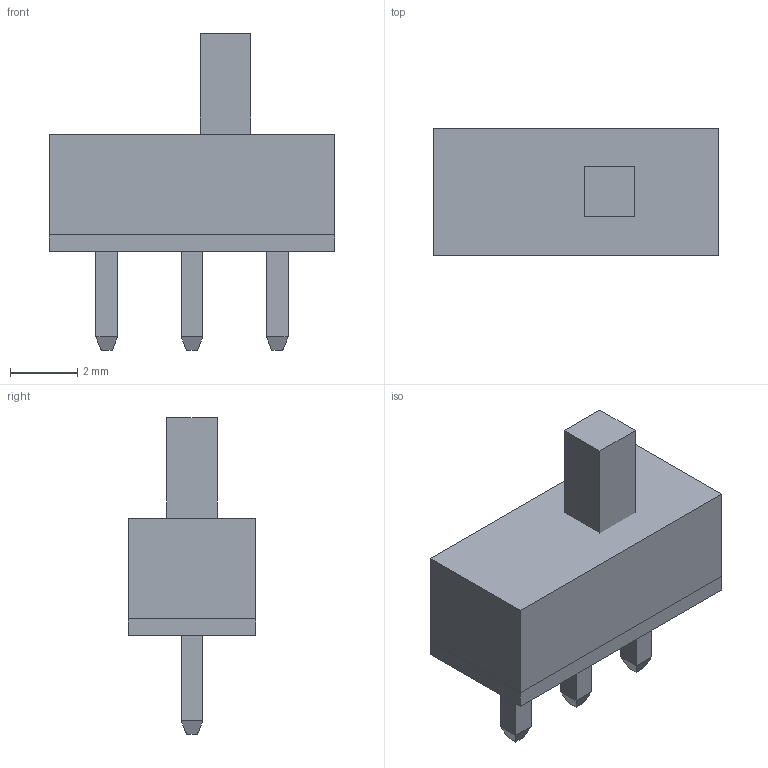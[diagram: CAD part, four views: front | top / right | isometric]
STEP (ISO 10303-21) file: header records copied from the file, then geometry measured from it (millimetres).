
FILE_DESCRIPTION(('FreeCAD Model'),'2;1');
FILE_NAME('Open CASCADE Shape Model','2023-08-30T18:55:49',('Author'),( ''),'Open CASCADE STEP processor 7.5','FreeCAD','Unknown');
FILE_SCHEMA(('AUTOMOTIVE_DESIGN { 1 0 10303 214 1 1 1 1 }'));
Length unit declared in the file: millimetre
Products named in the file (13): Unnamed; cube; cube001; cube002; cube003; cube004; hull; cube005; cube006; hull001; cube007; cube008; hull002
Assembly tree (12 placements, depth 2):
  Unnamed
    cube
    cube001
    cube002
    cube003
    cube004
    hull
    cube005
    cube006
    hull001
    cube007
    cube008
    hull002
Bounding box: 8.5 x 3.8 x 9.44 mm (x, y, z)
Volume: 134.5 mm3; surface area: 306.4 mm2
Topology: 12 solids, 12 shells, 84 faces, 168 edges, 108 vertices
Faces by surface type: plane 84
Entity records: 4630 total; most frequent: CARTESIAN_POINT 709, DIRECTION 698, LINE 504, VECTOR 504, ORIENTED_EDGE 336, PCURVE 336, DEFINITIONAL_REPRESENTATION 336, EDGE_CURVE 168
